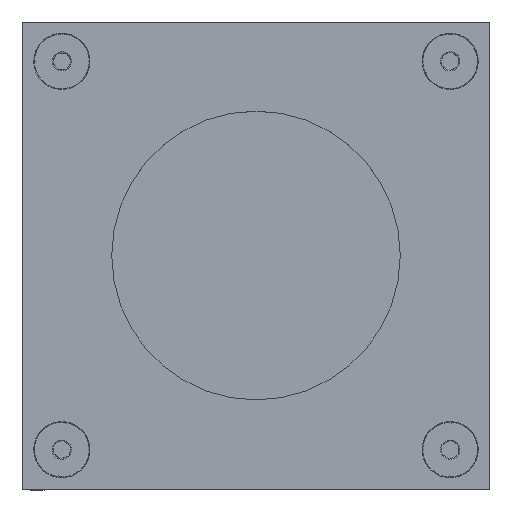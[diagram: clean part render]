
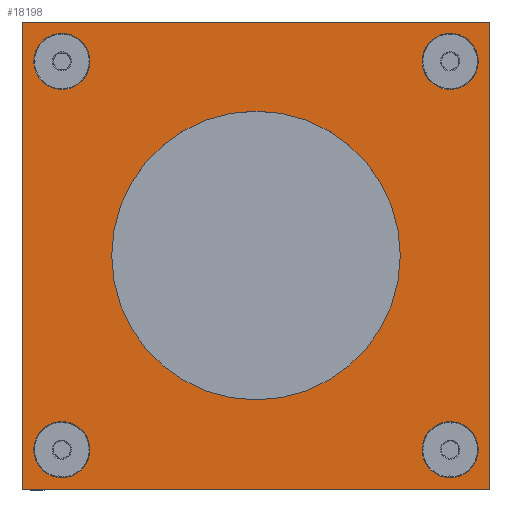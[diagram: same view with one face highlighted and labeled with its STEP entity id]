
A CAD part, top view. The second image highlights one B-rep face of the part: STEP entity #18198.
In plain terms, the highlighted planar face has unit normal (0, 0, 1).
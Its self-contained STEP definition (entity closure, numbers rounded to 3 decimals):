
#469 = ORIENTED_EDGE ( 'NONE', *, *, #51566, .T. ) ;
#573 = CIRCLE ( 'NONE', #38867, 5.347 ) ;
#1299 = CARTESIAN_POINT ( 'NONE',  ( -62.343, -29.441, 159.3 ) ) ;
#2046 = CARTESIAN_POINT ( 'NONE',  ( -17.843, 15.059, 159.3 ) ) ;
#2047 = EDGE_CURVE ( 'NONE', #2910, #31069, #28506, .T. ) ;
#2910 = VERTEX_POINT ( 'NONE', #39812 ) ;
#4921 = AXIS2_PLACEMENT_3D ( 'NONE', #7746, #43851, #25970 ) ;
#5022 = CARTESIAN_POINT ( 'NONE',  ( 19.157, 52.059, 159.3 ) ) ;
#5325 = CARTESIAN_POINT ( 'NONE',  ( -60.19, -21.941, 159.3 ) ) ;
#5333 = VERTEX_POINT ( 'NONE', #34825 ) ;
#5552 = FACE_OUTER_BOUND ( 'NONE', #28942, .T. ) ;
#6298 = EDGE_LOOP ( 'NONE', ( #49385, #26913 ) ) ;
#6473 = CARTESIAN_POINT ( 'NONE',  ( -49.496, -21.941, 159.3 ) ) ;
#6784 = VECTOR ( 'NONE', #32978, 1000. ) ;
#7746 = CARTESIAN_POINT ( 'NONE',  ( -62.343, -29.441, 159.3 ) ) ;
#7991 = ORIENTED_EDGE ( 'NONE', *, *, #19374, .F. ) ;
#8108 = LINE ( 'NONE', #11126, #55875 ) ;
#8379 = CIRCLE ( 'NONE', #24482, 27.5 ) ;
#8571 = VERTEX_POINT ( 'NONE', #5325 ) ;
#9216 = DIRECTION ( 'NONE',  ( 0., 0., 1. ) ) ;
#9255 = ORIENTED_EDGE ( 'NONE', *, *, #29153, .F. ) ;
#9259 = CARTESIAN_POINT ( 'NONE',  ( 13.81, -21.941, 159.3 ) ) ;
#9291 = AXIS2_PLACEMENT_3D ( 'NONE', #32600, #19233, #46762 ) ;
#10093 = ORIENTED_EDGE ( 'NONE', *, *, #39236, .F. ) ;
#10192 = EDGE_LOOP ( 'NONE', ( #10445, #9255 ) ) ;
#10445 = ORIENTED_EDGE ( 'NONE', *, *, #15937, .F. ) ;
#10782 = VERTEX_POINT ( 'NONE', #13867 ) ;
#10964 = LINE ( 'NONE', #28464, #6784 ) ;
#10997 = DIRECTION ( 'NONE',  ( 1., 0., 0. ) ) ;
#11126 = CARTESIAN_POINT ( 'NONE',  ( -62.343, 59.559, 159.3 ) ) ;
#11830 = FACE_BOUND ( 'NONE', #52720, .T. ) ;
#12117 = CARTESIAN_POINT ( 'NONE',  ( 24.504, -21.941, 159.3 ) ) ;
#12276 = CIRCLE ( 'NONE', #9291, 27.5 ) ;
#13295 = VECTOR ( 'NONE', #46386, 1000. ) ;
#13867 = CARTESIAN_POINT ( 'NONE',  ( 26.657, 59.559, 159.3 ) ) ;
#15205 = VECTOR ( 'NONE', #36250, 1000. ) ;
#15543 = AXIS2_PLACEMENT_3D ( 'NONE', #49213, #53752, #31315 ) ;
#15937 = EDGE_CURVE ( 'NONE', #48156, #47085, #12276, .T. ) ;
#16403 = ORIENTED_EDGE ( 'NONE', *, *, #30107, .T. ) ;
#16600 = CIRCLE ( 'NONE', #38071, 5.347 ) ;
#16861 = CARTESIAN_POINT ( 'NONE',  ( 24.504, 52.059, 159.3 ) ) ;
#17631 = EDGE_CURVE ( 'NONE', #24675, #8571, #44236, .T. ) ;
#17683 = VERTEX_POINT ( 'NONE', #25853 ) ;
#17777 = CARTESIAN_POINT ( 'NONE',  ( -49.496, 52.059, 159.3 ) ) ;
#18198 = ADVANCED_FACE ( 'NONE', ( #52643, #37108, #11830, #31478, #5552, #54725 ), #35015, .T. ) ;
#18782 = VERTEX_POINT ( 'NONE', #12117 ) ;
#18948 = DIRECTION ( 'NONE',  ( 0., 0., 1. ) ) ;
#18994 = EDGE_CURVE ( 'NONE', #17683, #51621, #51788, .T. ) ;
#19233 = DIRECTION ( 'NONE',  ( 0., 0., 1. ) ) ;
#19255 = CARTESIAN_POINT ( 'NONE',  ( -62.343, 59.559, 159.3 ) ) ;
#19374 = EDGE_CURVE ( 'NONE', #45445, #18782, #16600, .T. ) ;
#21234 = CARTESIAN_POINT ( 'NONE',  ( -54.843, 52.059, 159.3 ) ) ;
#23257 = CARTESIAN_POINT ( 'NONE',  ( -62.343, -29.441, 159.3 ) ) ;
#24366 = DIRECTION ( 'NONE',  ( 1., 0., 0. ) ) ;
#24482 = AXIS2_PLACEMENT_3D ( 'NONE', #2046, #42862, #24366 ) ;
#24675 = VERTEX_POINT ( 'NONE', #6473 ) ;
#24685 = DIRECTION ( 'NONE',  ( 0., -1., 0. ) ) ;
#25173 = VERTEX_POINT ( 'NONE', #49825 ) ;
#25606 = DIRECTION ( 'NONE',  ( 0., 0., 1. ) ) ;
#25853 = CARTESIAN_POINT ( 'NONE',  ( 13.81, 52.059, 159.3 ) ) ;
#25970 = DIRECTION ( 'NONE',  ( 1., 0., 0. ) ) ;
#26418 = LINE ( 'NONE', #23257, #15205 ) ;
#26913 = ORIENTED_EDGE ( 'NONE', *, *, #36050, .F. ) ;
#27066 = CARTESIAN_POINT ( 'NONE',  ( 19.157, -21.941, 159.3 ) ) ;
#27344 = CARTESIAN_POINT ( 'NONE',  ( 9.657, 15.059, 159.3 ) ) ;
#27363 = DIRECTION ( 'NONE',  ( 0., 0., 1. ) ) ;
#27529 = CARTESIAN_POINT ( 'NONE',  ( -45.343, 15.059, 159.3 ) ) ;
#28464 = CARTESIAN_POINT ( 'NONE',  ( 26.657, 59.559, 159.3 ) ) ;
#28506 = CIRCLE ( 'NONE', #52377, 5.347 ) ;
#28783 = CIRCLE ( 'NONE', #55993, 5.347 ) ;
#28942 = EDGE_LOOP ( 'NONE', ( #43481, #16403, #469, #35012 ) ) ;
#28960 = AXIS2_PLACEMENT_3D ( 'NONE', #37885, #56371, #10997 ) ;
#29153 = EDGE_CURVE ( 'NONE', #47085, #48156, #8379, .T. ) ;
#30107 = EDGE_CURVE ( 'NONE', #50013, #5333, #26418, .T. ) ;
#31069 = VERTEX_POINT ( 'NONE', #17777 ) ;
#31203 = DIRECTION ( 'NONE',  ( 1., 0., 0. ) ) ;
#31315 = DIRECTION ( 'NONE',  ( 1., 0., 0. ) ) ;
#31478 = FACE_BOUND ( 'NONE', #6298, .T. ) ;
#32269 = DIRECTION ( 'NONE',  ( 1., 0., 0. ) ) ;
#32436 = EDGE_CURVE ( 'NONE', #18782, #45445, #28783, .T. ) ;
#32600 = CARTESIAN_POINT ( 'NONE',  ( -17.843, 15.059, 159.3 ) ) ;
#32978 = DIRECTION ( 'NONE',  ( 0., 1., 0. ) ) ;
#33901 = DIRECTION ( 'NONE',  ( 1., 0., 0. ) ) ;
#34611 = EDGE_CURVE ( 'NONE', #25173, #50013, #8108, .T. ) ;
#34825 = CARTESIAN_POINT ( 'NONE',  ( 26.657, -29.441, 159.3 ) ) ;
#35012 = ORIENTED_EDGE ( 'NONE', *, *, #55300, .T. ) ;
#35015 = PLANE ( 'NONE',  #4921 ) ;
#35040 = EDGE_LOOP ( 'NONE', ( #10093, #54595 ) ) ;
#36050 = EDGE_CURVE ( 'NONE', #8571, #24675, #55876, .T. ) ;
#36250 = DIRECTION ( 'NONE',  ( 1., 0., 0. ) ) ;
#37108 = FACE_BOUND ( 'NONE', #35040, .T. ) ;
#37190 = LINE ( 'NONE', #19255, #13295 ) ;
#37614 = CIRCLE ( 'NONE', #49188, 5.347 ) ;
#37885 = CARTESIAN_POINT ( 'NONE',  ( -54.843, -21.941, 159.3 ) ) ;
#38071 = AXIS2_PLACEMENT_3D ( 'NONE', #27066, #9216, #31203 ) ;
#38867 = AXIS2_PLACEMENT_3D ( 'NONE', #5022, #27363, #32269 ) ;
#39166 = CARTESIAN_POINT ( 'NONE',  ( 19.157, -21.941, 159.3 ) ) ;
#39236 = EDGE_CURVE ( 'NONE', #51621, #17683, #573, .T. ) ;
#39649 = EDGE_LOOP ( 'NONE', ( #40168, #41476 ) ) ;
#39812 = CARTESIAN_POINT ( 'NONE',  ( -60.19, 52.059, 159.3 ) ) ;
#40168 = ORIENTED_EDGE ( 'NONE', *, *, #41376, .F. ) ;
#40556 = DIRECTION ( 'NONE',  ( 1., 0., 0. ) ) ;
#41376 = EDGE_CURVE ( 'NONE', #31069, #2910, #37614, .T. ) ;
#41476 = ORIENTED_EDGE ( 'NONE', *, *, #2047, .F. ) ;
#42751 = DIRECTION ( 'NONE',  ( 0., 0., 1. ) ) ;
#42862 = DIRECTION ( 'NONE',  ( 0., 0., 1. ) ) ;
#43481 = ORIENTED_EDGE ( 'NONE', *, *, #34611, .T. ) ;
#43851 = DIRECTION ( 'NONE',  ( 0., 0., 1. ) ) ;
#44236 = CIRCLE ( 'NONE', #28960, 5.347 ) ;
#44314 = DIRECTION ( 'NONE',  ( 0., 0., 1. ) ) ;
#45445 = VERTEX_POINT ( 'NONE', #9259 ) ;
#45894 = CARTESIAN_POINT ( 'NONE',  ( -54.843, 52.059, 159.3 ) ) ;
#46386 = DIRECTION ( 'NONE',  ( -1., 0., 0. ) ) ;
#46762 = DIRECTION ( 'NONE',  ( 1., 0., 0. ) ) ;
#47085 = VERTEX_POINT ( 'NONE', #27344 ) ;
#48156 = VERTEX_POINT ( 'NONE', #27529 ) ;
#48868 = CARTESIAN_POINT ( 'NONE',  ( 19.157, 52.059, 159.3 ) ) ;
#49188 = AXIS2_PLACEMENT_3D ( 'NONE', #21234, #25606, #57600 ) ;
#49213 = CARTESIAN_POINT ( 'NONE',  ( -54.843, -21.941, 159.3 ) ) ;
#49385 = ORIENTED_EDGE ( 'NONE', *, *, #17631, .F. ) ;
#49825 = CARTESIAN_POINT ( 'NONE',  ( -62.343, 59.559, 159.3 ) ) ;
#50013 = VERTEX_POINT ( 'NONE', #1299 ) ;
#50062 = ORIENTED_EDGE ( 'NONE', *, *, #32436, .F. ) ;
#50423 = DIRECTION ( 'NONE',  ( 1., 0., 0. ) ) ;
#51566 = EDGE_CURVE ( 'NONE', #5333, #10782, #10964, .T. ) ;
#51621 = VERTEX_POINT ( 'NONE', #16861 ) ;
#51659 = AXIS2_PLACEMENT_3D ( 'NONE', #48868, #44314, #40556 ) ;
#51788 = CIRCLE ( 'NONE', #51659, 5.347 ) ;
#52377 = AXIS2_PLACEMENT_3D ( 'NONE', #45894, #18948, #50423 ) ;
#52643 = FACE_BOUND ( 'NONE', #39649, .T. ) ;
#52720 = EDGE_LOOP ( 'NONE', ( #50062, #7991 ) ) ;
#53752 = DIRECTION ( 'NONE',  ( 0., 0., 1. ) ) ;
#54595 = ORIENTED_EDGE ( 'NONE', *, *, #18994, .F. ) ;
#54725 = FACE_BOUND ( 'NONE', #10192, .T. ) ;
#55300 = EDGE_CURVE ( 'NONE', #10782, #25173, #37190, .T. ) ;
#55875 = VECTOR ( 'NONE', #24685, 1000. ) ;
#55876 = CIRCLE ( 'NONE', #15543, 5.347 ) ;
#55993 = AXIS2_PLACEMENT_3D ( 'NONE', #39166, #42751, #33901 ) ;
#56371 = DIRECTION ( 'NONE',  ( 0., 0., 1. ) ) ;
#57600 = DIRECTION ( 'NONE',  ( 1., 0., 0. ) ) ;
